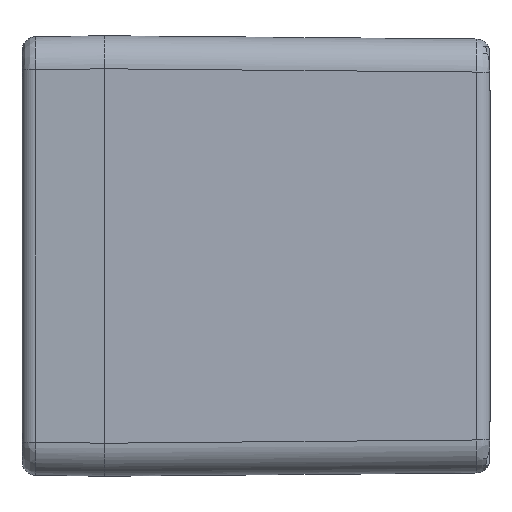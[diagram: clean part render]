
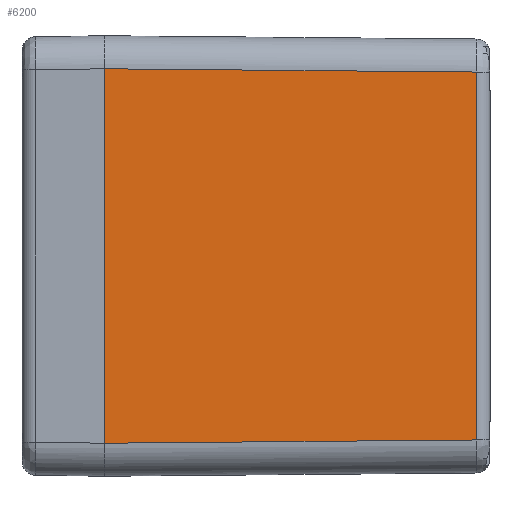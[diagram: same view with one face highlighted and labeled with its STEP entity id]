
A CAD part, left-side view. The second image highlights one B-rep face of the part: STEP entity #6200.
In plain terms, the highlighted planar face has unit normal (-1, -0.009, 0).
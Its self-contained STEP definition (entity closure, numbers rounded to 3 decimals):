
#49=CARTESIAN_POINT('',(-80.,70.,-34.));
#98=CARTESIAN_POINT('',(-80.,70.,34.));
#109=DIRECTION('',(0.,0.,-1.));
#110=VECTOR('',#109,68.);
#111=CARTESIAN_POINT('',(-80.,70.,34.));
#112=LINE('',#111,#110);
#1456=CARTESIAN_POINT('',(-79.411,2.478,33.411));
#1461=DIRECTION('',(0.,0.,-1.));
#1462=VECTOR('',#1461,66.822);
#1463=CARTESIAN_POINT('',(-79.411,2.478,33.411));
#1464=LINE('',#1463,#1462);
#1468=DIRECTION('',(0.009,-1.,0.009));
#1469=VECTOR('',#1468,67.527);
#1470=CARTESIAN_POINT('',(-80.,70.,-34.));
#1471=LINE('',#1470,#1469);
#1475=DIRECTION('',(0.009,-1.,-0.009));
#1476=VECTOR('',#1475,67.527);
#1477=CARTESIAN_POINT('',(-80.,70.,34.));
#1478=LINE('',#1477,#1476);
#4639=VERTEX_POINT('',#49);
#4644=VERTEX_POINT('',#98);
#5111=VERTEX_POINT('',#1456);
#5112=CARTESIAN_POINT('',(-79.411,2.478,
-33.411));
#5113=VERTEX_POINT('',#5112);
#6189=CARTESIAN_POINT('',(-80.,70.,-43.361));
#6190=DIRECTION('',(-1.,-0.009,0.));
#6191=DIRECTION('',(0.,0.,-1.));
#6192=AXIS2_PLACEMENT_3D('',#6189,#6190,#6191);
#6193=PLANE('',#6192);
#6194=ORIENTED_EDGE('',*,*,#5802,.T.);
#6195=ORIENTED_EDGE('',*,*,#5314,.F.);
#6196=ORIENTED_EDGE('',*,*,#5153,.F.);
#6197=ORIENTED_EDGE('',*,*,#6182,.T.);
#6198=EDGE_LOOP('',(#6194,#6195,#6196,#6197));
#6199=FACE_OUTER_BOUND('',#6198,.F.);
#6200=ADVANCED_FACE('',(#6199),#6193,.T.);
#5153=EDGE_CURVE('',#4644,#4639,#112,.T.);
#5314=EDGE_CURVE('',#4639,#5113,#1471,.T.);
#5802=EDGE_CURVE('',#5111,#5113,#1464,.T.);
#6182=EDGE_CURVE('',#4644,#5111,#1478,.T.);
